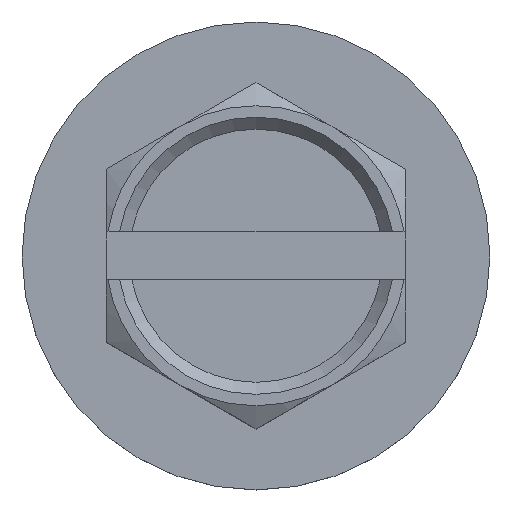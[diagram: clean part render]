
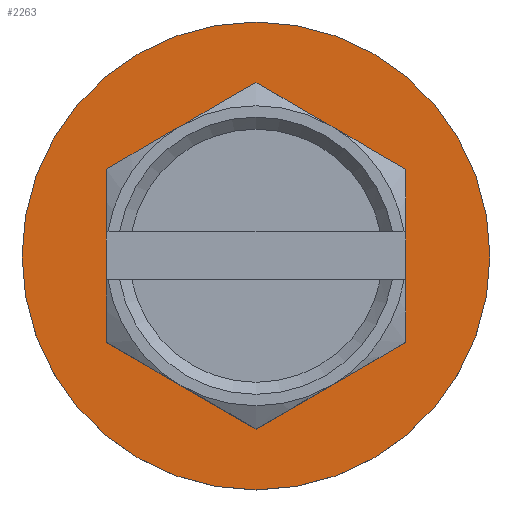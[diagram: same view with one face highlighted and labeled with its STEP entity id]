
A CAD part, top view. The second image highlights one B-rep face of the part: STEP entity #2263.
In plain terms, the highlighted planar face has unit normal (0, 0, 1).
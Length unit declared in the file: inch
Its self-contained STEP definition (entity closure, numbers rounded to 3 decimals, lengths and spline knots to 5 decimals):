
#176 = LINE ( 'NONE', #1064, #1435 ) ;
#177 = CARTESIAN_POINT ( 'NONE',  ( 0.125, 0.07217, 0.0282 ) ) ;
#237 = EDGE_CURVE ( 'NONE', #5780, #6274, #2808, .T. ) ;
#280 = CARTESIAN_POINT ( 'NONE',  ( -0.195, 0., 0.0282 ) ) ;
#312 = EDGE_LOOP ( 'NONE', ( #4575, #6325 ) ) ;
#357 = VECTOR ( 'NONE', #2512, 39.37008 ) ;
#515 = EDGE_LOOP ( 'NONE', ( #3135, #549, #4941, #6069, #3975, #4789 ) ) ;
#532 = DIRECTION ( 'NONE',  ( 0.866, 0.5, 0. ) ) ;
#549 = ORIENTED_EDGE ( 'NONE', *, *, #3287, .T. ) ;
#616 = CARTESIAN_POINT ( 'NONE',  ( 0., 0., 0.0282 ) ) ;
#782 = VERTEX_POINT ( 'NONE', #5720 ) ;
#841 = EDGE_CURVE ( 'NONE', #6249, #4684, #5974, .T. ) ;
#1064 = CARTESIAN_POINT ( 'NONE',  ( 0., 0.14434, 0.0282 ) ) ;
#1076 = DIRECTION ( 'NONE',  ( -0.866, 0.5, 0. ) ) ;
#1162 = DIRECTION ( 'NONE',  ( 0., 0., -1. ) ) ;
#1435 = VECTOR ( 'NONE', #532, 39.37008 ) ;
#1636 = VECTOR ( 'NONE', #4973, 39.37008 ) ;
#1650 = AXIS2_PLACEMENT_3D ( 'NONE', #616, #5784, #4685 ) ;
#1687 = LINE ( 'NONE', #5140, #2910 ) ;
#1831 = EDGE_CURVE ( 'NONE', #6274, #5780, #5142, .T. ) ;
#2196 = FACE_OUTER_BOUND ( 'NONE', #312, .T. ) ;
#2228 = PLANE ( 'NONE',  #1650 ) ;
#2263 = ADVANCED_FACE ( 'NONE', ( #5716, #2196 ), #2228, .F. ) ;
#2350 = CARTESIAN_POINT ( 'NONE',  ( 0., 0.14434, 0.0282 ) ) ;
#2512 = DIRECTION ( 'NONE',  ( 0.866, -0.5, 0. ) ) ;
#2578 = CARTESIAN_POINT ( 'NONE',  ( 0., 0., 0.0282 ) ) ;
#2808 = CIRCLE ( 'NONE', #4494, 0.195 ) ;
#2910 = VECTOR ( 'NONE', #1076, 39.37008 ) ;
#3040 = EDGE_CURVE ( 'NONE', #3557, #6249, #4707, .T. ) ;
#3135 = ORIENTED_EDGE ( 'NONE', *, *, #6030, .T. ) ;
#3287 = EDGE_CURVE ( 'NONE', #5802, #3557, #6100, .T. ) ;
#3292 = CARTESIAN_POINT ( 'NONE',  ( 0.125, -0.07217, 0.0282 ) ) ;
#3557 = VERTEX_POINT ( 'NONE', #177 ) ;
#3642 = LINE ( 'NONE', #4216, #6528 ) ;
#3975 = ORIENTED_EDGE ( 'NONE', *, *, #4006, .T. ) ;
#4006 = EDGE_CURVE ( 'NONE', #4684, #4618, #1687, .T. ) ;
#4067 = CARTESIAN_POINT ( 'NONE',  ( 0.125, 0.07217, 0.0282 ) ) ;
#4216 = CARTESIAN_POINT ( 'NONE',  ( -0.125, 0.07217, 0.0282 ) ) ;
#4494 = AXIS2_PLACEMENT_3D ( 'NONE', #2578, #5126, #4595 ) ;
#4575 = ORIENTED_EDGE ( 'NONE', *, *, #237, .F. ) ;
#4595 = DIRECTION ( 'NONE',  ( -1., 0., 0. ) ) ;
#4618 = VERTEX_POINT ( 'NONE', #6537 ) ;
#4625 = CARTESIAN_POINT ( 'NONE',  ( 0.195, 0., 0.0282 ) ) ;
#4684 = VERTEX_POINT ( 'NONE', #4704 ) ;
#4685 = DIRECTION ( 'NONE',  ( 0., -1., 0. ) ) ;
#4704 = CARTESIAN_POINT ( 'NONE',  ( 0., -0.14434, 0.0282 ) ) ;
#4707 = LINE ( 'NONE', #3292, #4725 ) ;
#4724 = CARTESIAN_POINT ( 'NONE',  ( 0.125, -0.07217, 0.0282 ) ) ;
#4725 = VECTOR ( 'NONE', #5304, 39.37008 ) ;
#4789 = ORIENTED_EDGE ( 'NONE', *, *, #5542, .T. ) ;
#4941 = ORIENTED_EDGE ( 'NONE', *, *, #3040, .T. ) ;
#4973 = DIRECTION ( 'NONE',  ( -0.866, -0.5, 0. ) ) ;
#5126 = DIRECTION ( 'NONE',  ( 0., 0., -1. ) ) ;
#5140 = CARTESIAN_POINT ( 'NONE',  ( -0.125, -0.07217, 0.0282 ) ) ;
#5142 = CIRCLE ( 'NONE', #5451, 0.195 ) ;
#5218 = DIRECTION ( 'NONE',  ( -1., 0., 0. ) ) ;
#5304 = DIRECTION ( 'NONE',  ( 0., -1., 0. ) ) ;
#5451 = AXIS2_PLACEMENT_3D ( 'NONE', #6225, #1162, #5218 ) ;
#5542 = EDGE_CURVE ( 'NONE', #4618, #782, #3642, .T. ) ;
#5716 = FACE_BOUND ( 'NONE', #515, .T. ) ;
#5720 = CARTESIAN_POINT ( 'NONE',  ( -0.125, 0.07217, 0.0282 ) ) ;
#5772 = DIRECTION ( 'NONE',  ( 0., 1., 0. ) ) ;
#5780 = VERTEX_POINT ( 'NONE', #280 ) ;
#5784 = DIRECTION ( 'NONE',  ( 0., 0., -1. ) ) ;
#5802 = VERTEX_POINT ( 'NONE', #2350 ) ;
#5974 = LINE ( 'NONE', #6011, #1636 ) ;
#6011 = CARTESIAN_POINT ( 'NONE',  ( 0., -0.14434, 0.0282 ) ) ;
#6030 = EDGE_CURVE ( 'NONE', #782, #5802, #176, .T. ) ;
#6069 = ORIENTED_EDGE ( 'NONE', *, *, #841, .T. ) ;
#6100 = LINE ( 'NONE', #4067, #357 ) ;
#6225 = CARTESIAN_POINT ( 'NONE',  ( 0., 0., 0.0282 ) ) ;
#6249 = VERTEX_POINT ( 'NONE', #4724 ) ;
#6274 = VERTEX_POINT ( 'NONE', #4625 ) ;
#6325 = ORIENTED_EDGE ( 'NONE', *, *, #1831, .F. ) ;
#6528 = VECTOR ( 'NONE', #5772, 39.37008 ) ;
#6537 = CARTESIAN_POINT ( 'NONE',  ( -0.125, -0.07217, 0.0282 ) ) ;
